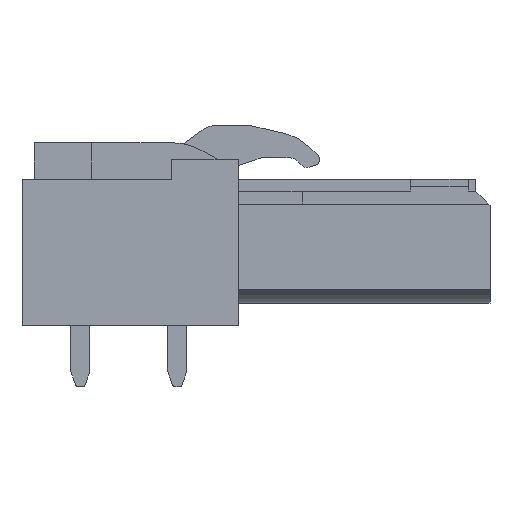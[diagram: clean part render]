
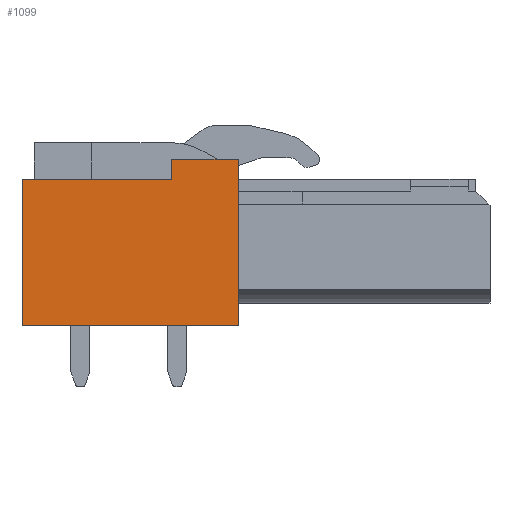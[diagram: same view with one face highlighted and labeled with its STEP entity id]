
A CAD part, left-side view. The second image highlights one B-rep face of the part: STEP entity #1099.
In plain terms, the highlighted planar face has unit normal (-1, 0, 0).
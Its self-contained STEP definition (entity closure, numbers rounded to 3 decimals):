
#1056=AXIS2_PLACEMENT_3D('Plane Axis2P3D',#1053,#1054,#1055) ;
#1031=CARTESIAN_POINT('Vertex',(0.,13.2,3.2)) ;
#1034=CARTESIAN_POINT('Line Origine',(0.,18.87,3.2)) ;
#1038=CARTESIAN_POINT('Vertex',(0.,24.54,3.2)) ;
#1053=CARTESIAN_POINT('Axis2P3D Location',(0.,24.54,12.8)) ;
#1058=CARTESIAN_POINT('Line Origine',(0.,16.7,11.42)) ;
#1062=CARTESIAN_POINT('Vertex',(0.,16.7,10.9)) ;
#1064=CARTESIAN_POINT('Vertex',(0.,16.7,11.94)) ;
#1067=CARTESIAN_POINT('Line Origine',(0.,20.62,10.9)) ;
#1071=CARTESIAN_POINT('Vertex',(0.,24.54,10.9)) ;
#1074=CARTESIAN_POINT('Line Origine',(0.,24.54,7.05)) ;
#1079=CARTESIAN_POINT('Line Origine',(0.,13.2,7.57)) ;
#1083=CARTESIAN_POINT('Vertex',(0.,13.2,11.94)) ;
#1086=CARTESIAN_POINT('Line Origine',(0.,14.95,11.94)) ;
#1035=DIRECTION('Vector Direction',(0.,-1.,0.)) ;
#1054=DIRECTION('Axis2P3D Direction',(1.,0.,0.)) ;
#1055=DIRECTION('Axis2P3D XDirection',(0.,-1.,0.)) ;
#1059=DIRECTION('Vector Direction',(0.,0.,1.)) ;
#1068=DIRECTION('Vector Direction',(0.,-1.,0.)) ;
#1075=DIRECTION('Vector Direction',(0.,0.,-1.)) ;
#1080=DIRECTION('Vector Direction',(0.,0.,-1.)) ;
#1087=DIRECTION('Vector Direction',(0.,-1.,0.)) ;
#1036=VECTOR('Line Direction',#1035,1.) ;
#1060=VECTOR('Line Direction',#1059,1.) ;
#1069=VECTOR('Line Direction',#1068,1.) ;
#1076=VECTOR('Line Direction',#1075,1.) ;
#1081=VECTOR('Line Direction',#1080,1.) ;
#1088=VECTOR('Line Direction',#1087,1.) ;
#1092=ORIENTED_EDGE('',*,*,#1066,.F.) ;
#1093=ORIENTED_EDGE('',*,*,#1073,.F.) ;
#1094=ORIENTED_EDGE('',*,*,#1078,.T.) ;
#1095=ORIENTED_EDGE('',*,*,#1040,.T.) ;
#1096=ORIENTED_EDGE('',*,*,#1085,.F.) ;
#1097=ORIENTED_EDGE('',*,*,#1090,.F.) ;
#1099=ADVANCED_FACE('HOUSING',(#1098),#1057,.F.) ;
#1040=EDGE_CURVE('',#1039,#1032,#1037,.T.) ;
#1066=EDGE_CURVE('',#1063,#1065,#1061,.T.) ;
#1073=EDGE_CURVE('',#1072,#1063,#1070,.T.) ;
#1078=EDGE_CURVE('',#1072,#1039,#1077,.T.) ;
#1085=EDGE_CURVE('',#1084,#1032,#1082,.T.) ;
#1090=EDGE_CURVE('',#1065,#1084,#1089,.T.) ;
#1091=EDGE_LOOP('',(#1092,#1093,#1094,#1095,#1096,#1097)) ;
#1098=FACE_OUTER_BOUND('',#1091,.T.) ;
#1037=LINE('Line',#1034,#1036) ;
#1061=LINE('Line',#1058,#1060) ;
#1070=LINE('Line',#1067,#1069) ;
#1077=LINE('Line',#1074,#1076) ;
#1082=LINE('Line',#1079,#1081) ;
#1089=LINE('Line',#1086,#1088) ;
#1057=PLANE('',#1056) ;
#1032=VERTEX_POINT('',#1031) ;
#1039=VERTEX_POINT('',#1038) ;
#1063=VERTEX_POINT('',#1062) ;
#1065=VERTEX_POINT('',#1064) ;
#1072=VERTEX_POINT('',#1071) ;
#1084=VERTEX_POINT('',#1083) ;
